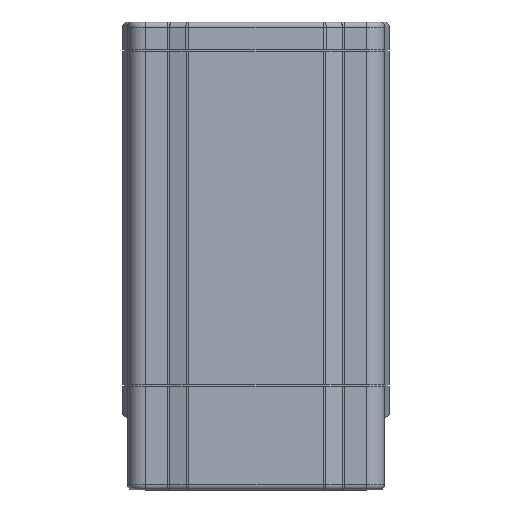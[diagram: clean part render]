
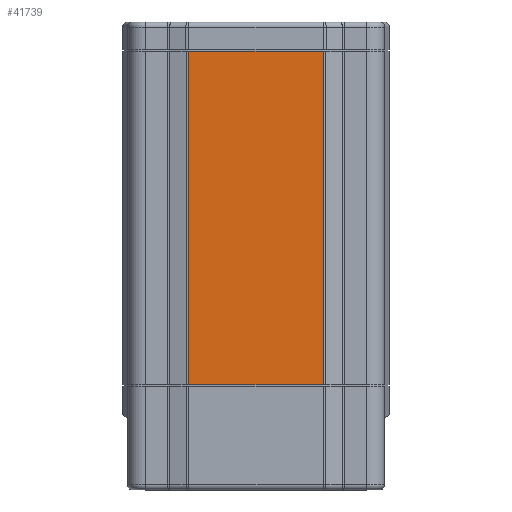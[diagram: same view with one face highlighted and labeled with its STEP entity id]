
A CAD part, top view. The second image highlights one B-rep face of the part: STEP entity #41739.
In plain terms, the highlighted face is planar.
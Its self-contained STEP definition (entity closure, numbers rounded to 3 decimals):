
#38667=DIRECTION('',(1.,0.,0.));
#38668=VECTOR('',#38667,26.862);
#38669=CARTESIAN_POINT('',(-13.431,17.1,-1.5));
#38670=LINE('',#38669,#38668);
#39980=DIRECTION('',(0.,0.,1.));
#39981=VECTOR('',#39980,66.5);
#39982=CARTESIAN_POINT('',(13.431,17.1,-1.5));
#39983=LINE('',#39982,#39981);
#39987=DIRECTION('',(1.,0.,0.));
#39988=VECTOR('',#39987,26.862);
#39989=CARTESIAN_POINT('',(-13.431,17.1,65.));
#39990=LINE('',#39989,#39988);
#39994=DIRECTION('',(0.,0.,-1.));
#39995=VECTOR('',#39994,66.5);
#39996=CARTESIAN_POINT('',(-13.431,17.1,65.));
#39997=LINE('',#39996,#39995);
#40154=CARTESIAN_POINT('',(-13.431,17.1,-1.5));
#40156=VERTEX_POINT('',#40154);
#40157=CARTESIAN_POINT('',(13.431,17.1,-1.5));
#40158=VERTEX_POINT('',#40157);
#40370=CARTESIAN_POINT('',(13.431,17.1,65.));
#40372=VERTEX_POINT('',#40370);
#40373=CARTESIAN_POINT('',(-13.431,17.1,65.));
#40374=VERTEX_POINT('',#40373);
#41727=CARTESIAN_POINT('',(13.694,17.1,65.));
#41728=DIRECTION('',(0.,1.,0.));
#41729=DIRECTION('',(0.,0.,1.));
#41730=AXIS2_PLACEMENT_3D('',#41727,#41728,#41729);
#41731=PLANE('',#41730);
#41732=ORIENTED_EDGE('',*,*,#41721,.T.);
#41733=ORIENTED_EDGE('',*,*,#40519,.F.);
#41735=ORIENTED_EDGE('',*,*,#41734,.T.);
#41736=ORIENTED_EDGE('',*,*,#40687,.T.);
#41737=EDGE_LOOP('',(#41732,#41733,#41735,#41736));
#41738=FACE_OUTER_BOUND('',#41737,.F.);
#41739=ADVANCED_FACE('',(#41738),#41731,.T.);
#40519=EDGE_CURVE('',#40374,#40372,#39990,.T.);
#40687=EDGE_CURVE('',#40156,#40158,#38670,.T.);
#41721=EDGE_CURVE('',#40158,#40372,#39983,.T.);
#41734=EDGE_CURVE('',#40374,#40156,#39997,.T.);
